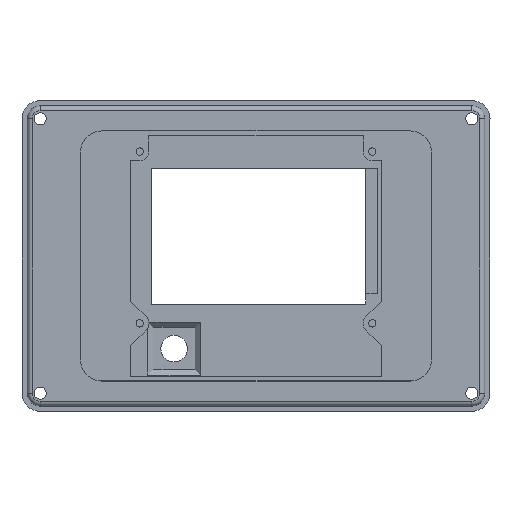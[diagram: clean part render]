
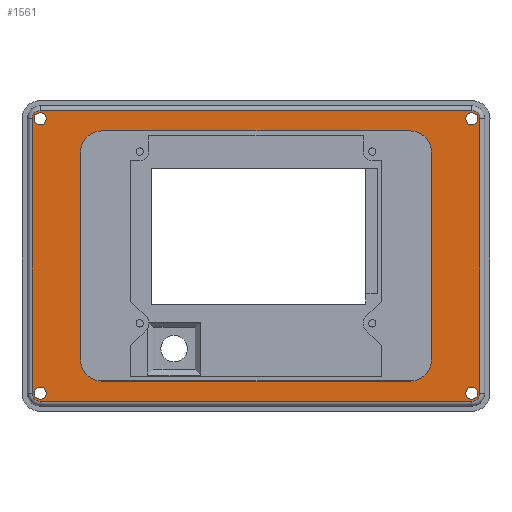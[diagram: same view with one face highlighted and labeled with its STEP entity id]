
A CAD part, top view. The second image highlights one B-rep face of the part: STEP entity #1561.
In plain terms, the highlighted planar face has unit normal (0, 0, 1).
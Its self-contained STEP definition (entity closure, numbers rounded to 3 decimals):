
#64=FACE_BOUND('',#277,.T.);
#65=FACE_BOUND('',#278,.T.);
#66=FACE_BOUND('',#279,.T.);
#67=FACE_BOUND('',#280,.T.);
#68=FACE_BOUND('',#281,.T.);
#93=CIRCLE('',#1677,3.1);
#97=CIRCLE('',#1683,3.1);
#101=CIRCLE('',#1689,3.1);
#104=CIRCLE('',#1694,3.1);
#108=CIRCLE('',#1703,2.3);
#109=CIRCLE('',#1704,2.3);
#110=CIRCLE('',#1705,2.3);
#111=CIRCLE('',#1706,2.3);
#112=CIRCLE('',#1707,8.);
#113=CIRCLE('',#1708,8.);
#114=CIRCLE('',#1709,8.);
#115=CIRCLE('',#1710,8.);
#176=FACE_OUTER_BOUND('',#276,.T.);
#276=EDGE_LOOP('',(#1169,#1170,#1171,#1172,#1173,#1174,#1175,#1176));
#277=EDGE_LOOP('',(#1177));
#278=EDGE_LOOP('',(#1178));
#279=EDGE_LOOP('',(#1179));
#280=EDGE_LOOP('',(#1180));
#281=EDGE_LOOP('',(#1181,#1182,#1183,#1184,#1185,#1186,#1187,#1188));
#408=LINE('',#2451,#559);
#409=LINE('',#2462,#560);
#411=LINE('',#2474,#562);
#413=LINE('',#2486,#564);
#422=LINE('',#2520,#573);
#423=LINE('',#2524,#574);
#424=LINE('',#2528,#575);
#425=LINE('',#2532,#576);
#559=VECTOR('',#1931,10.);
#560=VECTOR('',#1944,10.);
#562=VECTOR('',#1958,10.);
#564=VECTOR('',#1972,10.);
#573=VECTOR('',#2009,10.);
#574=VECTOR('',#2012,10.);
#575=VECTOR('',#2015,10.);
#576=VECTOR('',#2018,10.);
#715=VERTEX_POINT('',#2444);
#718=VERTEX_POINT('',#2449);
#720=VERTEX_POINT('',#2454);
#722=VERTEX_POINT('',#2460);
#724=VERTEX_POINT('',#2466);
#726=VERTEX_POINT('',#2472);
#728=VERTEX_POINT('',#2478);
#730=VERTEX_POINT('',#2484);
#736=VERTEX_POINT('',#2510);
#737=VERTEX_POINT('',#2512);
#738=VERTEX_POINT('',#2514);
#739=VERTEX_POINT('',#2516);
#740=VERTEX_POINT('',#2518);
#741=VERTEX_POINT('',#2519);
#742=VERTEX_POINT('',#2521);
#743=VERTEX_POINT('',#2523);
#744=VERTEX_POINT('',#2525);
#745=VERTEX_POINT('',#2527);
#746=VERTEX_POINT('',#2529);
#747=VERTEX_POINT('',#2531);
#874=EDGE_CURVE('',#718,#715,#408,.T.);
#876=EDGE_CURVE('',#720,#718,#93,.T.);
#879=EDGE_CURVE('',#722,#720,#409,.T.);
#882=EDGE_CURVE('',#724,#722,#97,.T.);
#885=EDGE_CURVE('',#726,#724,#411,.T.);
#888=EDGE_CURVE('',#728,#726,#101,.T.);
#891=EDGE_CURVE('',#730,#728,#413,.T.);
#893=EDGE_CURVE('',#715,#730,#104,.T.);
#904=EDGE_CURVE('',#736,#736,#108,.T.);
#905=EDGE_CURVE('',#737,#737,#109,.T.);
#906=EDGE_CURVE('',#738,#738,#110,.T.);
#907=EDGE_CURVE('',#739,#739,#111,.T.);
#908=EDGE_CURVE('',#740,#741,#422,.T.);
#909=EDGE_CURVE('',#742,#741,#112,.F.);
#910=EDGE_CURVE('',#742,#743,#423,.T.);
#911=EDGE_CURVE('',#744,#743,#113,.F.);
#912=EDGE_CURVE('',#744,#745,#424,.T.);
#913=EDGE_CURVE('',#746,#745,#114,.F.);
#914=EDGE_CURVE('',#746,#747,#425,.T.);
#915=EDGE_CURVE('',#740,#747,#115,.F.);
#1169=ORIENTED_EDGE('',*,*,#874,.F.);
#1170=ORIENTED_EDGE('',*,*,#876,.F.);
#1171=ORIENTED_EDGE('',*,*,#879,.F.);
#1172=ORIENTED_EDGE('',*,*,#882,.F.);
#1173=ORIENTED_EDGE('',*,*,#885,.F.);
#1174=ORIENTED_EDGE('',*,*,#888,.F.);
#1175=ORIENTED_EDGE('',*,*,#891,.F.);
#1176=ORIENTED_EDGE('',*,*,#893,.F.);
#1177=ORIENTED_EDGE('',*,*,#904,.T.);
#1178=ORIENTED_EDGE('',*,*,#905,.T.);
#1179=ORIENTED_EDGE('',*,*,#906,.T.);
#1180=ORIENTED_EDGE('',*,*,#907,.T.);
#1181=ORIENTED_EDGE('',*,*,#908,.T.);
#1182=ORIENTED_EDGE('',*,*,#909,.F.);
#1183=ORIENTED_EDGE('',*,*,#910,.T.);
#1184=ORIENTED_EDGE('',*,*,#911,.F.);
#1185=ORIENTED_EDGE('',*,*,#912,.T.);
#1186=ORIENTED_EDGE('',*,*,#913,.F.);
#1187=ORIENTED_EDGE('',*,*,#914,.T.);
#1188=ORIENTED_EDGE('',*,*,#915,.F.);
#1500=PLANE('',#1702);
#1561=ADVANCED_FACE('',(#176,#64,#65,#66,#67,#68),#1500,.T.);
#1677=AXIS2_PLACEMENT_3D('',#2456,#1936,#1937);
#1683=AXIS2_PLACEMENT_3D('',#2468,#1950,#1951);
#1689=AXIS2_PLACEMENT_3D('',#2480,#1964,#1965);
#1694=AXIS2_PLACEMENT_3D('',#2489,#1976,#1977);
#1702=AXIS2_PLACEMENT_3D('',#2509,#1999,#2000);
#1703=AXIS2_PLACEMENT_3D('',#2511,#2001,#2002);
#1704=AXIS2_PLACEMENT_3D('',#2513,#2003,#2004);
#1705=AXIS2_PLACEMENT_3D('',#2515,#2005,#2006);
#1706=AXIS2_PLACEMENT_3D('',#2517,#2007,#2008);
#1707=AXIS2_PLACEMENT_3D('',#2522,#2010,#2011);
#1708=AXIS2_PLACEMENT_3D('',#2526,#2013,#2014);
#1709=AXIS2_PLACEMENT_3D('',#2530,#2016,#2017);
#1710=AXIS2_PLACEMENT_3D('',#2533,#2019,#2020);
#1931=DIRECTION('',(-1.,0.,0.));
#1936=DIRECTION('center_axis',(0.,0.,-1.));
#1937=DIRECTION('ref_axis',(0.707,-0.707,0.));
#1944=DIRECTION('',(0.,-1.,0.));
#1950=DIRECTION('center_axis',(0.,0.,-1.));
#1951=DIRECTION('ref_axis',(0.707,0.707,0.));
#1958=DIRECTION('',(1.,0.,0.));
#1964=DIRECTION('center_axis',(0.,0.,-1.));
#1965=DIRECTION('ref_axis',(-0.707,0.707,0.));
#1972=DIRECTION('',(0.,1.,0.));
#1976=DIRECTION('center_axis',(0.,0.,-1.));
#1977=DIRECTION('ref_axis',(-0.707,-0.707,0.));
#1999=DIRECTION('center_axis',(0.,0.,1.));
#2000=DIRECTION('ref_axis',(1.,0.,0.));
#2001=DIRECTION('center_axis',(0.,0.,-1.));
#2002=DIRECTION('ref_axis',(1.,0.,0.));
#2003=DIRECTION('center_axis',(0.,0.,-1.));
#2004=DIRECTION('ref_axis',(1.,0.,0.));
#2005=DIRECTION('center_axis',(0.,0.,-1.));
#2006=DIRECTION('ref_axis',(1.,0.,0.));
#2007=DIRECTION('center_axis',(0.,0.,-1.));
#2008=DIRECTION('ref_axis',(1.,0.,0.));
#2009=DIRECTION('',(0.,1.,0.));
#2010=DIRECTION('center_axis',(0.,0.,-1.));
#2011=DIRECTION('ref_axis',(-0.707,0.707,0.));
#2012=DIRECTION('',(1.,0.,0.));
#2013=DIRECTION('center_axis',(0.,0.,-1.));
#2014=DIRECTION('ref_axis',(0.707,0.707,0.));
#2015=DIRECTION('',(0.,-1.,0.));
#2016=DIRECTION('center_axis',(0.,0.,-1.));
#2017=DIRECTION('ref_axis',(0.707,-0.707,0.));
#2018=DIRECTION('',(-1.,0.,0.));
#2019=DIRECTION('center_axis',(0.,0.,-1.));
#2020=DIRECTION('ref_axis',(-0.707,-0.707,0.));
#2444=CARTESIAN_POINT('',(-81.65,-55.012,3.));
#2449=CARTESIAN_POINT('',(81.65,-55.013,3.));
#2451=CARTESIAN_POINT('',(0.,-55.013,3.));
#2454=CARTESIAN_POINT('',(84.75,-51.912,3.));
#2456=CARTESIAN_POINT('Origin',(81.65,-51.912,3.));
#2460=CARTESIAN_POINT('',(84.75,51.913,3.));
#2462=CARTESIAN_POINT('',(84.75,0.,3.));
#2466=CARTESIAN_POINT('',(81.65,55.012,3.));
#2468=CARTESIAN_POINT('Origin',(81.65,51.912,3.));
#2472=CARTESIAN_POINT('',(-81.65,55.012,3.));
#2474=CARTESIAN_POINT('',(81.65,55.012,3.));
#2478=CARTESIAN_POINT('',(-84.75,51.913,3.));
#2480=CARTESIAN_POINT('Origin',(-81.65,51.913,3.));
#2484=CARTESIAN_POINT('',(-84.75,-51.912,3.));
#2486=CARTESIAN_POINT('',(-84.75,51.912,3.));
#2489=CARTESIAN_POINT('Origin',(-81.65,-51.912,3.));
#2509=CARTESIAN_POINT('Origin',(81.65,51.912,3.));
#2510=CARTESIAN_POINT('',(79.35,51.912,3.));
#2511=CARTESIAN_POINT('Origin',(81.65,51.912,3.));
#2512=CARTESIAN_POINT('',(-83.95,-51.912,3.));
#2513=CARTESIAN_POINT('Origin',(-81.65,-51.912,3.));
#2514=CARTESIAN_POINT('',(-83.95,51.913,3.));
#2515=CARTESIAN_POINT('Origin',(-81.65,51.913,3.));
#2516=CARTESIAN_POINT('',(79.35,-51.912,3.));
#2517=CARTESIAN_POINT('Origin',(81.65,-51.912,3.));
#2518=CARTESIAN_POINT('',(-66.4,-39.313,3.));
#2519=CARTESIAN_POINT('',(-66.4,39.313,3.));
#2520=CARTESIAN_POINT('',(-66.4,49.612,3.));
#2521=CARTESIAN_POINT('',(-58.4,47.313,3.));
#2522=CARTESIAN_POINT('Origin',(-58.4,39.313,3.));
#2523=CARTESIAN_POINT('',(58.4,47.313,3.));
#2524=CARTESIAN_POINT('',(74.025,47.313,3.));
#2525=CARTESIAN_POINT('',(66.4,39.313,3.));
#2526=CARTESIAN_POINT('Origin',(58.4,39.313,3.));
#2527=CARTESIAN_POINT('',(66.4,-39.313,3.));
#2528=CARTESIAN_POINT('',(66.4,2.3,3.));
#2529=CARTESIAN_POINT('',(58.4,-47.313,3.));
#2530=CARTESIAN_POINT('Origin',(58.4,-39.313,3.));
#2531=CARTESIAN_POINT('',(-58.4,-47.313,3.));
#2532=CARTESIAN_POINT('',(7.625,-47.313,3.));
#2533=CARTESIAN_POINT('Origin',(-58.4,-39.313,3.));
